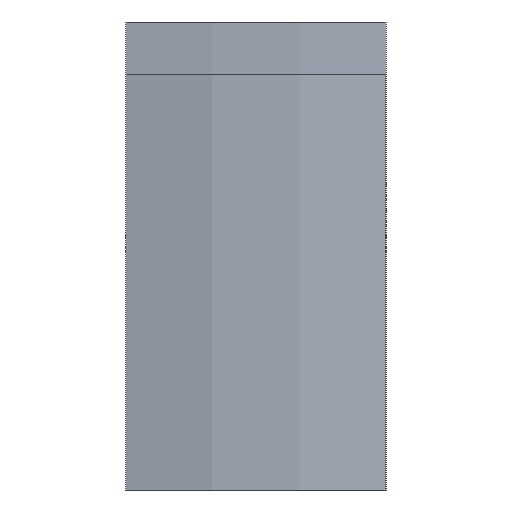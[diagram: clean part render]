
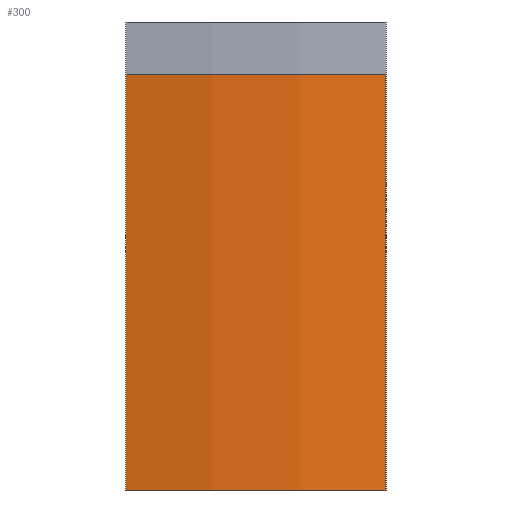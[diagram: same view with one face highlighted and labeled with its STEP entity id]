
A CAD part, left-side view. The second image highlights one B-rep face of the part: STEP entity #300.
In plain terms, the highlighted cylindrical face has radius 39 mm (diameter 78 mm), a partial arc.
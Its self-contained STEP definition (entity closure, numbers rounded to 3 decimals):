
#34=FACE_OUTER_BOUND('',#52,.T.);
#52=EDGE_LOOP('',(#231,#232,#233,#234));
#75=LINE('',#489,#101);
#76=LINE('',#492,#102);
#101=VECTOR('',#397,10.);
#102=VECTOR('',#400,10.);
#121=CIRCLE('',#321,39.);
#127=CIRCLE('',#331,39.);
#139=VERTEX_POINT('',#458);
#140=VERTEX_POINT('',#460);
#151=VERTEX_POINT('',#488);
#152=VERTEX_POINT('',#490);
#170=EDGE_CURVE('',#140,#139,#121,.T.);
#183=EDGE_CURVE('',#151,#139,#75,.T.);
#184=EDGE_CURVE('',#151,#152,#127,.T.);
#185=EDGE_CURVE('',#152,#140,#76,.T.);
#231=ORIENTED_EDGE('',*,*,#170,.T.);
#232=ORIENTED_EDGE('',*,*,#183,.F.);
#233=ORIENTED_EDGE('',*,*,#184,.T.);
#234=ORIENTED_EDGE('',*,*,#185,.T.);
#290=CYLINDRICAL_SURFACE('',#330,39.);
#300=ADVANCED_FACE('',(#34),#290,.T.);
#321=AXIS2_PLACEMENT_3D('',#461,#370,#371);
#330=AXIS2_PLACEMENT_3D('',#487,#395,#396);
#331=AXIS2_PLACEMENT_3D('',#491,#398,#399);
#370=DIRECTION('center_axis',(0.,0.,-1.));
#371=DIRECTION('ref_axis',(1.,0.,0.));
#395=DIRECTION('center_axis',(0.,0.,1.));
#396=DIRECTION('ref_axis',(-1.,0.,0.));
#397=DIRECTION('',(0.,0.,1.));
#398=DIRECTION('center_axis',(0.,0.,1.));
#399=DIRECTION('ref_axis',(1.,0.,0.));
#400=DIRECTION('',(0.,0.,1.));
#458=CARTESIAN_POINT('',(-37.696,10.,32.));
#460=CARTESIAN_POINT('',(-37.696,-10.,32.));
#461=CARTESIAN_POINT('Origin',(0.,0.,32.));
#487=CARTESIAN_POINT('Origin',(0.,0.,0.));
#488=CARTESIAN_POINT('',(-37.696,10.,0.));
#489=CARTESIAN_POINT('',(-37.696,10.,0.));
#490=CARTESIAN_POINT('',(-37.696,-10.,0.));
#491=CARTESIAN_POINT('Origin',(0.,0.,0.));
#492=CARTESIAN_POINT('',(-37.696,-10.,0.));
